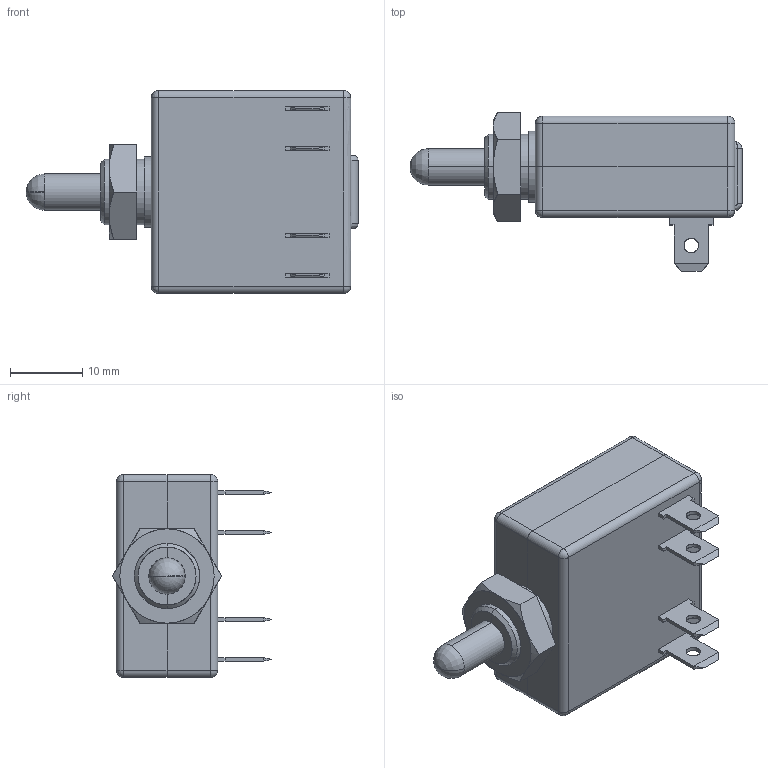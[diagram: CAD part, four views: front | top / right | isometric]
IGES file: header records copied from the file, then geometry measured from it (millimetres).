
Start section: SolidWorks IGES file using analytic representation for surfaces
Global section: file name: S-412.IGS; native system: SolidWorks 2014; preprocessor: SolidWorks 2014; author: 1337yo; date: 190730.160812; units: millimetre
Bounding box: 45.8 x 21.91 x 28 mm (x, y, z)
Surface area: 7291.3 mm2 (no closed solid volume)
Topology: 0 solids, 0 shells, 181 faces, 1800 edges, 1787 vertices
Faces by surface type: bspline 110, revolution 71
